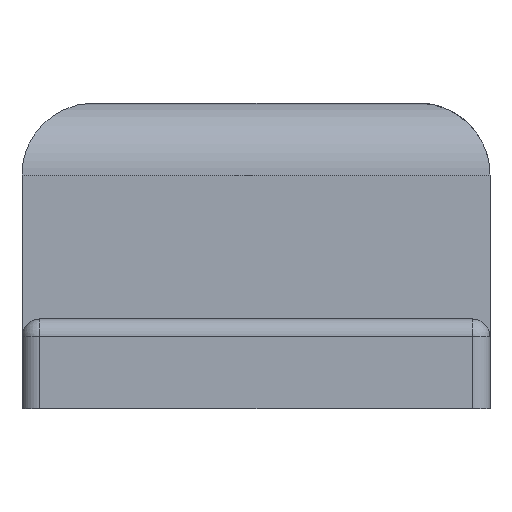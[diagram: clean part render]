
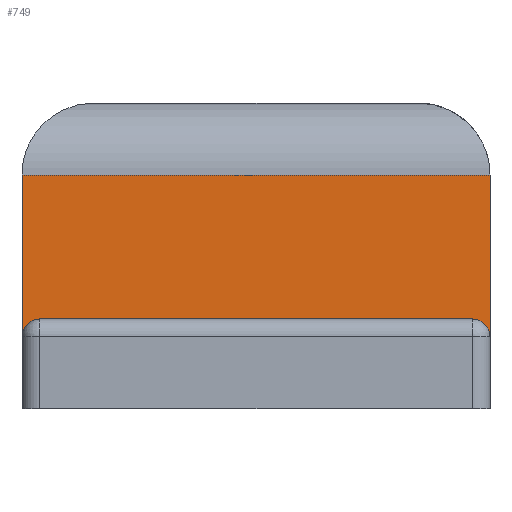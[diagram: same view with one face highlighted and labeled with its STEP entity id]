
A CAD part, front view. The second image highlights one B-rep face of the part: STEP entity #749.
In plain terms, the highlighted planar face has unit normal (0, -1, 0).
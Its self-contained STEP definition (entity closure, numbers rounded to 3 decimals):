
#98=CIRCLE('',#821,1.);
#106=CIRCLE('',#836,1.);
#135=FACE_OUTER_BOUND('',#197,.T.);
#197=EDGE_LOOP('',(#649,#650,#651,#652,#653,#654));
#235=LINE('',#1197,#295);
#244=LINE('',#1234,#304);
#250=LINE('',#1258,#310);
#255=LINE('',#1272,#315);
#295=VECTOR('',#961,10.);
#304=VECTOR('',#998,10.);
#310=VECTOR('',#1028,10.);
#315=VECTOR('',#1043,10.);
#368=VERTEX_POINT('',#1194);
#369=VERTEX_POINT('',#1196);
#379=VERTEX_POINT('',#1217);
#380=VERTEX_POINT('',#1219);
#383=VERTEX_POINT('',#1232);
#389=VERTEX_POINT('',#1257);
#443=EDGE_CURVE('',#369,#368,#235,.T.);
#454=EDGE_CURVE('',#379,#380,#98,.F.);
#462=EDGE_CURVE('',#379,#383,#244,.T.);
#470=EDGE_CURVE('',#369,#383,#106,.F.);
#474=EDGE_CURVE('',#389,#380,#250,.T.);
#482=EDGE_CURVE('',#389,#368,#255,.T.);
#649=ORIENTED_EDGE('',*,*,#482,.F.);
#650=ORIENTED_EDGE('',*,*,#474,.T.);
#651=ORIENTED_EDGE('',*,*,#454,.F.);
#652=ORIENTED_EDGE('',*,*,#462,.T.);
#653=ORIENTED_EDGE('',*,*,#470,.F.);
#654=ORIENTED_EDGE('',*,*,#443,.T.);
#717=PLANE('',#849);
#749=ADVANCED_FACE('',(#135),#717,.T.);
#821=AXIS2_PLACEMENT_3D('',#1220,#981,#982);
#836=AXIS2_PLACEMENT_3D('',#1249,#1019,#1020);
#849=AXIS2_PLACEMENT_3D('',#1282,#1057,#1058);
#961=DIRECTION('',(0.,0.,1.));
#981=DIRECTION('center_axis',(0.,1.,0.));
#982=DIRECTION('ref_axis',(-0.707,0.,0.707));
#998=DIRECTION('',(1.,0.,0.));
#1019=DIRECTION('center_axis',(0.,1.,0.));
#1020=DIRECTION('ref_axis',(0.707,0.,0.707));
#1028=DIRECTION('',(0.,0.,-1.));
#1043=DIRECTION('',(1.,0.,0.));
#1057=DIRECTION('center_axis',(0.,-1.,0.));
#1058=DIRECTION('ref_axis',(0.,0.,-1.));
#1194=CARTESIAN_POINT('',(5.,-50.,13.));
#1196=CARTESIAN_POINT('',(5.,-50.,4.));
#1197=CARTESIAN_POINT('',(5.,-50.,0.));
#1217=CARTESIAN_POINT('',(-20.,-50.,5.));
#1219=CARTESIAN_POINT('',(-21.,-50.,4.));
#1220=CARTESIAN_POINT('Origin',(-20.,-50.,4.));
#1232=CARTESIAN_POINT('',(4.,-50.,5.));
#1234=CARTESIAN_POINT('',(2.5,-50.,5.));
#1249=CARTESIAN_POINT('Origin',(4.,-50.,4.));
#1257=CARTESIAN_POINT('',(-21.,-50.,13.));
#1258=CARTESIAN_POINT('',(-21.,-50.,4.25));
#1272=CARTESIAN_POINT('',(1.25,-50.,13.));
#1282=CARTESIAN_POINT('Origin',(0.,-50.,0.));
